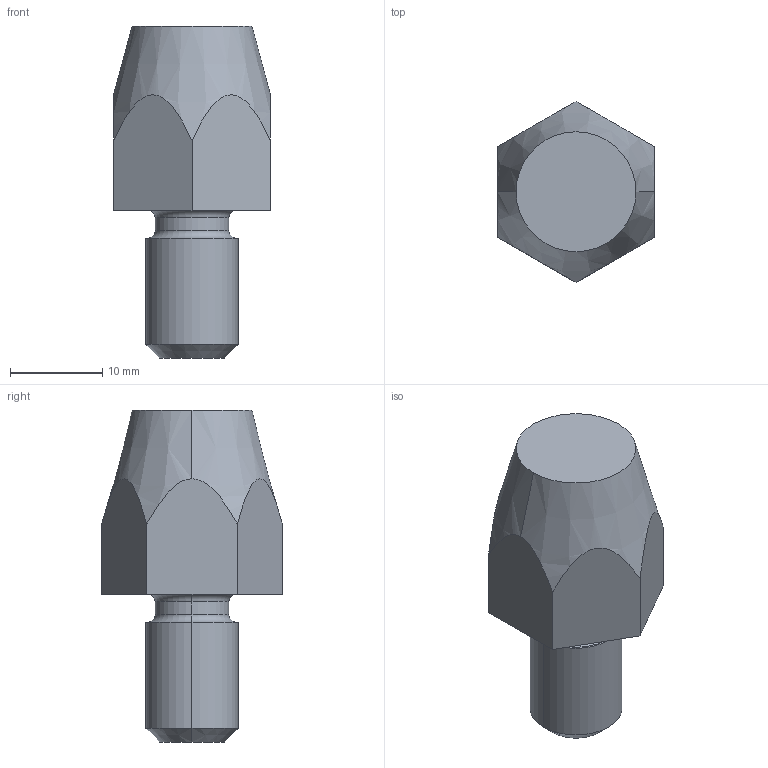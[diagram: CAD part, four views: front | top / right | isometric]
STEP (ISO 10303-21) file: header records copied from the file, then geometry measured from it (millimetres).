
FILE_DESCRIPTION (( 'STEP AP203' ), '1' );
FILE_NAME ('bj760-10001.STEP', '2021-10-25T00:17:00', ( '' ), ( '' ), 'SwSTEP 2.0', 'SolidWorks 2020', '' );
FILE_SCHEMA (( 'CONFIG_CONTROL_DESIGN' ));
Length unit declared in the file: millimetre
Products named in the file (1): bj760-10001
Bounding box: 17 x 19.63 x 36 mm (x, y, z)
Volume: 5577.1 mm3; surface area: 1969.4 mm2
Topology: 1 solids, 1 shells, 22 faces, 48 edges, 30 vertices
Faces by surface type: plane 10, torus 4, cylinder 4, cone 4
Entity records: 849 total; most frequent: CARTESIAN_POINT 285, DIRECTION 106, ORIENTED_EDGE 96, EDGE_CURVE 48, AXIS2_PLACEMENT_3D 43, VERTEX_POINT 30, EDGE_LOOP 24, ADVANCED_FACE 22
